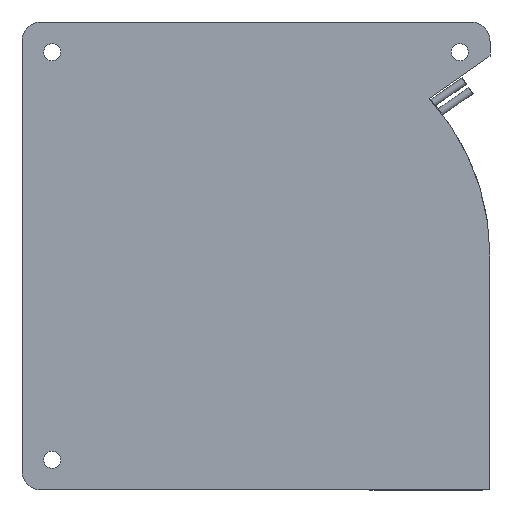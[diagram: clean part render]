
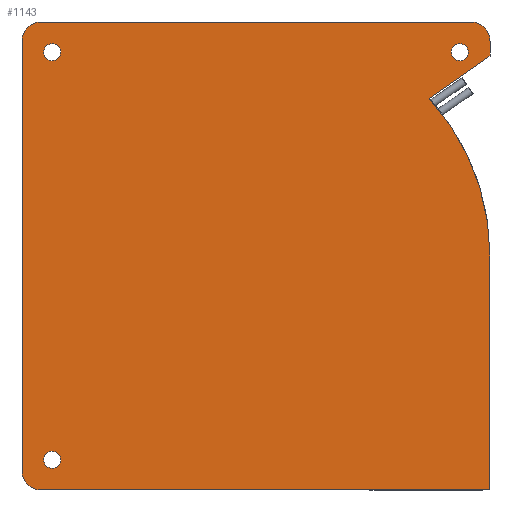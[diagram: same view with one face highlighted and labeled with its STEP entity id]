
A CAD part, front view. The second image highlights one B-rep face of the part: STEP entity #1143.
In plain terms, the highlighted planar face has unit normal (0, -1, 0).
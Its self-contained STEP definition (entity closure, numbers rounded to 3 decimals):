
#6 = CARTESIAN_POINT ( 'NONE',  ( 60.3, 0., -60.3 ) ) ;
#32 = CARTESIAN_POINT ( 'NONE',  ( -55.3, 0., 60.3 ) ) ;
#70 = CARTESIAN_POINT ( 'NONE',  ( -52.525, 0., -52.525 ) ) ;
#71 = AXIS2_PLACEMENT_3D ( 'NONE', #70, #1189, #226 ) ;
#95 = DIRECTION ( 'NONE',  ( 0., 1., 0. ) ) ;
#108 = EDGE_CURVE ( 'NONE', #610, #1695, #1173, .T. ) ;
#134 = ORIENTED_EDGE ( 'NONE', *, *, #370, .F. ) ;
#137 = EDGE_LOOP ( 'NONE', ( #1490, #1470, #1570, #2071, #688, #680, #134, #1563, #156, #182 ) ) ;
#156 = ORIENTED_EDGE ( 'NONE', *, *, #658, .T. ) ;
#163 = DIRECTION ( 'NONE',  ( 0., 0., -1. ) ) ;
#176 = CARTESIAN_POINT ( 'NONE',  ( -52.525, 0., 50.35 ) ) ;
#182 = ORIENTED_EDGE ( 'NONE', *, *, #1341, .F. ) ;
#195 = CARTESIAN_POINT ( 'NONE',  ( 60.3, 0., 60.3 ) ) ;
#224 = CARTESIAN_POINT ( 'NONE',  ( 60.3, 0., 51.5 ) ) ;
#226 = DIRECTION ( 'NONE',  ( 0., 0., -1. ) ) ;
#231 = LINE ( 'NONE', #1225, #590 ) ;
#251 = VERTEX_POINT ( 'NONE', #32 ) ;
#290 = CARTESIAN_POINT ( 'NONE',  ( -52.525, 0., 52.525 ) ) ;
#301 = VERTEX_POINT ( 'NONE', #1045 ) ;
#303 = ORIENTED_EDGE ( 'NONE', *, *, #1398, .T. ) ;
#361 = DIRECTION ( 'NONE',  ( 0., 0., -1. ) ) ;
#370 = EDGE_CURVE ( 'NONE', #1701, #895, #1429, .T. ) ;
#375 = DIRECTION ( 'NONE',  ( 0., 0., -1. ) ) ;
#377 = VERTEX_POINT ( 'NONE', #1362 ) ;
#450 = DIRECTION ( 'NONE',  ( 0., 1., 0. ) ) ;
#490 = VERTEX_POINT ( 'NONE', #1557 ) ;
#495 = CARTESIAN_POINT ( 'NONE',  ( -60.3, 0., 55.3 ) ) ;
#496 = FACE_BOUND ( 'NONE', #793, .T. ) ;
#502 = CIRCLE ( 'NONE', #1347, 5. ) ;
#513 = CARTESIAN_POINT ( 'NONE',  ( 0., 0., 0. ) ) ;
#519 = CIRCLE ( 'NONE', #1165, 2.175 ) ;
#521 = AXIS2_PLACEMENT_3D ( 'NONE', #637, #1797, #1803 ) ;
#526 = VECTOR ( 'NONE', #1771, 1000. ) ;
#575 = EDGE_CURVE ( 'NONE', #844, #1105, #905, .T. ) ;
#590 = VECTOR ( 'NONE', #885, 1000. ) ;
#597 = DIRECTION ( 'NONE',  ( 0., 0., -1. ) ) ;
#610 = VERTEX_POINT ( 'NONE', #824 ) ;
#637 = CARTESIAN_POINT ( 'NONE',  ( 52.525, 0., 52.525 ) ) ;
#658 = EDGE_CURVE ( 'NONE', #301, #1182, #1141, .T. ) ;
#680 = ORIENTED_EDGE ( 'NONE', *, *, #719, .T. ) ;
#686 = AXIS2_PLACEMENT_3D ( 'NONE', #2045, #755, #597 ) ;
#688 = ORIENTED_EDGE ( 'NONE', *, *, #1029, .F. ) ;
#693 = LINE ( 'NONE', #195, #879 ) ;
#708 = EDGE_LOOP ( 'NONE', ( #303, #1572 ) ) ;
#710 = ORIENTED_EDGE ( 'NONE', *, *, #873, .T. ) ;
#711 = CIRCLE ( 'NONE', #686, 5. ) ;
#719 = EDGE_CURVE ( 'NONE', #490, #895, #502, .T. ) ;
#755 = DIRECTION ( 'NONE',  ( 0., -1., 0. ) ) ;
#768 = VERTEX_POINT ( 'NONE', #1370 ) ;
#793 = EDGE_LOOP ( 'NONE', ( #1699, #710 ) ) ;
#814 = ORIENTED_EDGE ( 'NONE', *, *, #1167, .T. ) ;
#824 = CARTESIAN_POINT ( 'NONE',  ( -52.525, 0., -54.7 ) ) ;
#832 = CARTESIAN_POINT ( 'NONE',  ( -52.525, 0., -52.525 ) ) ;
#844 = VERTEX_POINT ( 'NONE', #1097 ) ;
#870 = FACE_BOUND ( 'NONE', #708, .T. ) ;
#871 = CARTESIAN_POINT ( 'NONE',  ( 60.3, 0., -60.3 ) ) ;
#873 = EDGE_CURVE ( 'NONE', #1105, #844, #519, .T. ) ;
#877 = DIRECTION ( 'NONE',  ( 0., 0., -1. ) ) ;
#879 = VECTOR ( 'NONE', #1421, 1000. ) ;
#885 = DIRECTION ( 'NONE',  ( 0., 0., 1. ) ) ;
#895 = VERTEX_POINT ( 'NONE', #1209 ) ;
#898 = AXIS2_PLACEMENT_3D ( 'NONE', #1278, #1441, #1766 ) ;
#903 = EDGE_CURVE ( 'NONE', #1392, #1109, #1720, .T. ) ;
#905 = CIRCLE ( 'NONE', #521, 2.175 ) ;
#931 = CIRCLE ( 'NONE', #1960, 2.175 ) ;
#954 = DIRECTION ( 'NONE',  ( 0., -1., 0. ) ) ;
#989 = DIRECTION ( 'NONE',  ( 0., 0., -1. ) ) ;
#1021 = ORIENTED_EDGE ( 'NONE', *, *, #1607, .T. ) ;
#1029 = EDGE_CURVE ( 'NONE', #490, #1546, #231, .T. ) ;
#1036 = CARTESIAN_POINT ( 'NONE',  ( 52.525, 0., 52.525 ) ) ;
#1045 = CARTESIAN_POINT ( 'NONE',  ( 60.3, 0., 0. ) ) ;
#1089 = DIRECTION ( 'NONE',  ( 0., 0., -1. ) ) ;
#1097 = CARTESIAN_POINT ( 'NONE',  ( 52.525, 0., 54.7 ) ) ;
#1105 = VERTEX_POINT ( 'NONE', #1673 ) ;
#1109 = VERTEX_POINT ( 'NONE', #224 ) ;
#1118 = AXIS2_PLACEMENT_3D ( 'NONE', #290, #1410, #1089 ) ;
#1141 = CIRCLE ( 'NONE', #1827, 60.3 ) ;
#1143 = ADVANCED_FACE ( 'NONE', ( #1313, #496, #870, #1746 ), #1871, .T. ) ;
#1165 = AXIS2_PLACEMENT_3D ( 'NONE', #1036, #95, #877 ) ;
#1167 = EDGE_CURVE ( 'NONE', #1768, #377, #1698, .T. ) ;
#1173 = CIRCLE ( 'NONE', #71, 2.175 ) ;
#1182 = VERTEX_POINT ( 'NONE', #1735 ) ;
#1189 = DIRECTION ( 'NONE',  ( 0., 1., 0. ) ) ;
#1206 = EDGE_CURVE ( 'NONE', #1392, #768, #711, .T. ) ;
#1209 = CARTESIAN_POINT ( 'NONE',  ( -55.3, 0., -60.3 ) ) ;
#1225 = CARTESIAN_POINT ( 'NONE',  ( -60.3, 0., -60.3 ) ) ;
#1251 = CARTESIAN_POINT ( 'NONE',  ( -4.532, 0., 6.535 ) ) ;
#1278 = CARTESIAN_POINT ( 'NONE',  ( -55.3, 0., 55.3 ) ) ;
#1313 = FACE_BOUND ( 'NONE', #1788, .T. ) ;
#1333 = VECTOR ( 'NONE', #1708, 1000. ) ;
#1335 = VECTOR ( 'NONE', #375, 1000. ) ;
#1339 = LINE ( 'NONE', #6, #526 ) ;
#1341 = EDGE_CURVE ( 'NONE', #1109, #1182, #1386, .T. ) ;
#1347 = AXIS2_PLACEMENT_3D ( 'NONE', #1448, #954, #2027 ) ;
#1362 = CARTESIAN_POINT ( 'NONE',  ( -52.525, 0., 54.7 ) ) ;
#1370 = CARTESIAN_POINT ( 'NONE',  ( 55.3, 0., 60.3 ) ) ;
#1386 = LINE ( 'NONE', #1251, #1333 ) ;
#1392 = VERTEX_POINT ( 'NONE', #1486 ) ;
#1398 = EDGE_CURVE ( 'NONE', #1695, #610, #931, .T. ) ;
#1410 = DIRECTION ( 'NONE',  ( 0., 1., 0. ) ) ;
#1421 = DIRECTION ( 'NONE',  ( 1., 0., 0. ) ) ;
#1429 = LINE ( 'NONE', #871, #1809 ) ;
#1441 = DIRECTION ( 'NONE',  ( 0., -1., 0. ) ) ;
#1448 = CARTESIAN_POINT ( 'NONE',  ( -55.3, 0., -55.3 ) ) ;
#1470 = ORIENTED_EDGE ( 'NONE', *, *, #1206, .T. ) ;
#1486 = CARTESIAN_POINT ( 'NONE',  ( 60.3, 0., 55.3 ) ) ;
#1490 = ORIENTED_EDGE ( 'NONE', *, *, #903, .F. ) ;
#1495 = DIRECTION ( 'NONE',  ( 0., -1., 0. ) ) ;
#1509 = AXIS2_PLACEMENT_3D ( 'NONE', #1587, #450, #1738 ) ;
#1511 = CARTESIAN_POINT ( 'NONE',  ( 60.3, 0., -60.3 ) ) ;
#1546 = VERTEX_POINT ( 'NONE', #495 ) ;
#1552 = EDGE_CURVE ( 'NONE', #251, #1546, #1578, .T. ) ;
#1557 = CARTESIAN_POINT ( 'NONE',  ( -60.3, 0., -55.3 ) ) ;
#1563 = ORIENTED_EDGE ( 'NONE', *, *, #1927, .F. ) ;
#1570 = ORIENTED_EDGE ( 'NONE', *, *, #2073, .F. ) ;
#1572 = ORIENTED_EDGE ( 'NONE', *, *, #108, .T. ) ;
#1578 = CIRCLE ( 'NONE', #898, 5. ) ;
#1587 = CARTESIAN_POINT ( 'NONE',  ( -52.525, 0., 52.525 ) ) ;
#1607 = EDGE_CURVE ( 'NONE', #377, #1768, #1895, .T. ) ;
#1608 = CARTESIAN_POINT ( 'NONE',  ( 0., 0., 0. ) ) ;
#1613 = AXIS2_PLACEMENT_3D ( 'NONE', #1608, #1662, #163 ) ;
#1662 = DIRECTION ( 'NONE',  ( 0., -1., 0. ) ) ;
#1673 = CARTESIAN_POINT ( 'NONE',  ( 52.525, 0., 50.35 ) ) ;
#1691 = DIRECTION ( 'NONE',  ( -1., 0., 0. ) ) ;
#1695 = VERTEX_POINT ( 'NONE', #1924 ) ;
#1698 = CIRCLE ( 'NONE', #1509, 2.175 ) ;
#1699 = ORIENTED_EDGE ( 'NONE', *, *, #575, .T. ) ;
#1701 = VERTEX_POINT ( 'NONE', #1805 ) ;
#1708 = DIRECTION ( 'NONE',  ( -0.822, 0., -0.57 ) ) ;
#1720 = LINE ( 'NONE', #1511, #1335 ) ;
#1735 = CARTESIAN_POINT ( 'NONE',  ( 44.584, 0., 40.6 ) ) ;
#1738 = DIRECTION ( 'NONE',  ( 0., 0., -1. ) ) ;
#1746 = FACE_OUTER_BOUND ( 'NONE', #137, .T. ) ;
#1766 = DIRECTION ( 'NONE',  ( 0., 0., -1. ) ) ;
#1768 = VERTEX_POINT ( 'NONE', #176 ) ;
#1771 = DIRECTION ( 'NONE',  ( 0., 0., -1. ) ) ;
#1788 = EDGE_LOOP ( 'NONE', ( #1021, #814 ) ) ;
#1797 = DIRECTION ( 'NONE',  ( 0., 1., 0. ) ) ;
#1803 = DIRECTION ( 'NONE',  ( 0., 0., -1. ) ) ;
#1805 = CARTESIAN_POINT ( 'NONE',  ( 60.3, 0., -60.3 ) ) ;
#1809 = VECTOR ( 'NONE', #1691, 1000. ) ;
#1827 = AXIS2_PLACEMENT_3D ( 'NONE', #513, #1495, #361 ) ;
#1871 = PLANE ( 'NONE',  #1613 ) ;
#1895 = CIRCLE ( 'NONE', #1118, 2.175 ) ;
#1924 = CARTESIAN_POINT ( 'NONE',  ( -52.525, 0., -50.35 ) ) ;
#1927 = EDGE_CURVE ( 'NONE', #301, #1701, #1339, .T. ) ;
#1960 = AXIS2_PLACEMENT_3D ( 'NONE', #832, #1971, #989 ) ;
#1971 = DIRECTION ( 'NONE',  ( 0., 1., 0. ) ) ;
#2027 = DIRECTION ( 'NONE',  ( 0., 0., -1. ) ) ;
#2045 = CARTESIAN_POINT ( 'NONE',  ( 55.3, 0., 55.3 ) ) ;
#2071 = ORIENTED_EDGE ( 'NONE', *, *, #1552, .T. ) ;
#2073 = EDGE_CURVE ( 'NONE', #251, #768, #693, .T. ) ;
